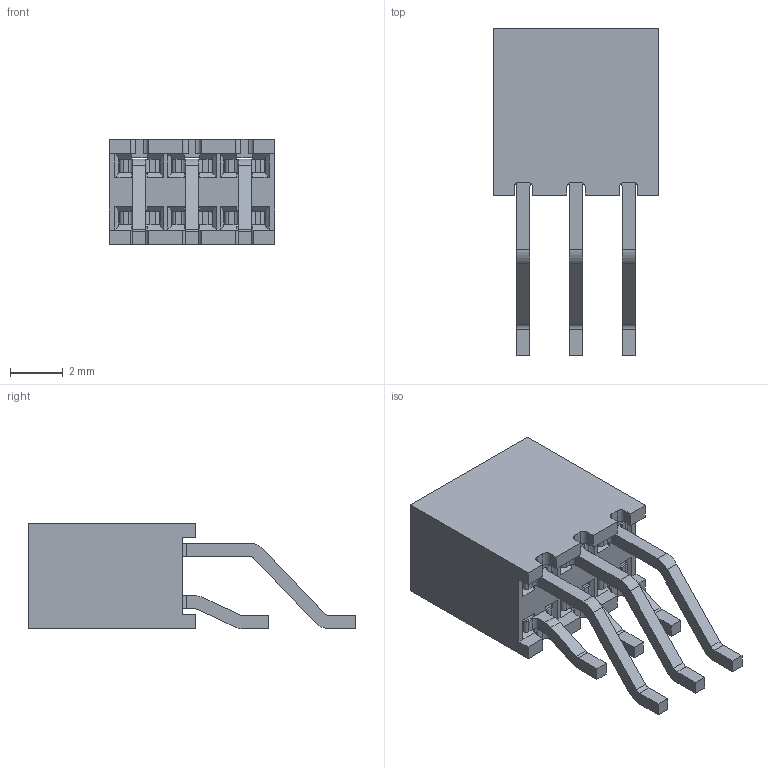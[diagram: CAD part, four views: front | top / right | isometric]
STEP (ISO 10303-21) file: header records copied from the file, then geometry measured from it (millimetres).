
FILE_DESCRIPTION(/* description */ ('Unknown'),/* implementation_level */ '2;1');
FILE_NAME(/* name */ 'J_Wurth_WR-PHD_621106284621',/* time_stamp */ '2025-04-28T16:25:31+08:00',/* author */ ('Unknown'),/* organization */ ('Unknown'),/* preprocessor_version */ 'ST-DEVELOPER v19.4',/* originating_system */ 'Solid Edge',/* authorisation */ 'Unknown');
FILE_SCHEMA (('AUTOMOTIVE_DESIGN {1 0 10303 214 3 1 1}'));
Length unit declared in the file: millimetre
Products named in the file (2): J_Wurth_WR-PHD_621106284621
Assembly tree (1 placements, depth 2):
  J_Wurth_WR-PHD_621106284621
    J_Wurth_WR-PHD_621106284621
Bounding box: 6.3 x 12.45 x 4 mm (x, y, z)
Volume: 142.8 mm3; surface area: 496.4 mm2
Topology: 1 solids, 1 shells, 604 faces, 1788 edges, 1168 vertices
Faces by surface type: plane 436, cylinder 168
Entity records: 24383 total; most frequent: ORIENTED_EDGE 3576, CARTESIAN_POINT 3562, DIRECTION 3360, EDGE_CURVE 1788, LINE 1428, VECTOR 1428, VERTEX_POINT 1168, AXIS2_PLACEMENT_3D 966
